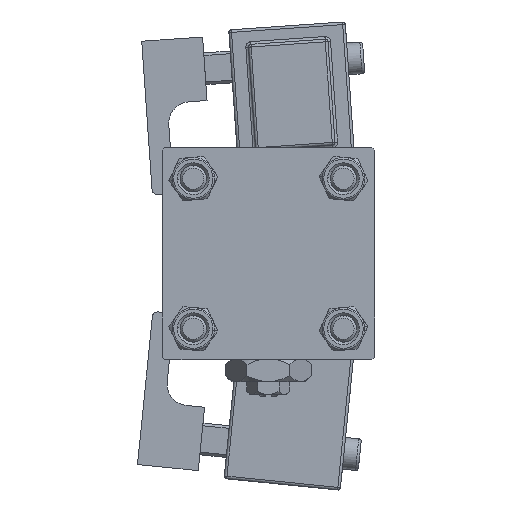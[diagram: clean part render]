
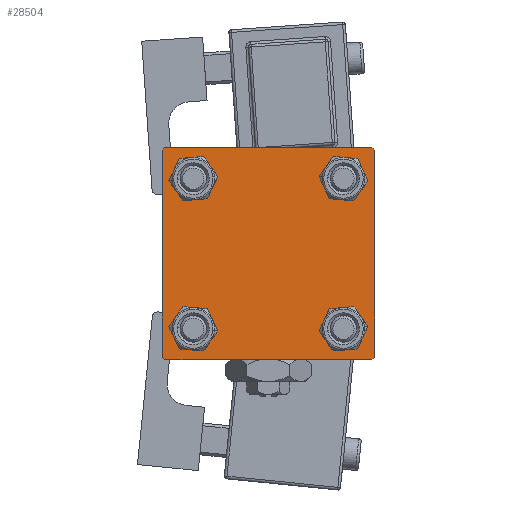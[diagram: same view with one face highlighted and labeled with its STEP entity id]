
A CAD part, left-side view. The second image highlights one B-rep face of the part: STEP entity #28504.
In plain terms, the highlighted planar face has unit normal (-1, 0, 0).
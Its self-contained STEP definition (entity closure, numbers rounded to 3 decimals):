
#458 = VERTEX_POINT ( 'NONE', #4457 ) ;
#686 = DIRECTION ( 'NONE',  ( 0., 0., 1. ) ) ;
#801 = DIRECTION ( 'NONE',  ( 0., 0., 1. ) ) ;
#1437 = DIRECTION ( 'NONE',  ( 0., 0., 1. ) ) ;
#1519 = VERTEX_POINT ( 'NONE', #44738 ) ;
#1759 = VERTEX_POINT ( 'NONE', #53992 ) ;
#2823 = VERTEX_POINT ( 'NONE', #37588 ) ;
#2835 = DIRECTION ( 'NONE',  ( 1., 0., 0. ) ) ;
#3939 = VERTEX_POINT ( 'NONE', #5276 ) ;
#4328 = CARTESIAN_POINT ( 'NONE',  ( 0., 19.75, -19.75 ) ) ;
#4457 = CARTESIAN_POINT ( 'NONE',  ( 0., 20., -19.5 ) ) ;
#4862 = CARTESIAN_POINT ( 'NONE',  ( 0., 20., 20. ) ) ;
#5276 = CARTESIAN_POINT ( 'NONE',  ( 0., -20., -19.5 ) ) ;
#5628 = DIRECTION ( 'NONE',  ( 0., 0.707, 0.707 ) ) ;
#6715 = CARTESIAN_POINT ( 'NONE',  ( 0., 0., 0. ) ) ;
#7491 = CARTESIAN_POINT ( 'NONE',  ( 0., 14.15, 14.15 ) ) ;
#7739 = VERTEX_POINT ( 'NONE', #57917 ) ;
#7756 = CARTESIAN_POINT ( 'NONE',  ( 0., 14.15, -11.15 ) ) ;
#8002 = VECTOR ( 'NONE', #23762, 1000. ) ;
#8338 = ORIENTED_EDGE ( 'NONE', *, *, #16239, .T. ) ;
#9397 = VERTEX_POINT ( 'NONE', #7756 ) ;
#9857 = VECTOR ( 'NONE', #56899, 1000. ) ;
#9914 = VERTEX_POINT ( 'NONE', #21776 ) ;
#10929 = VECTOR ( 'NONE', #5628, 1000. ) ;
#11192 = DIRECTION ( 'NONE',  ( 0., 0., 1. ) ) ;
#11519 = DIRECTION ( 'NONE',  ( 0., 0., 1. ) ) ;
#12920 = ORIENTED_EDGE ( 'NONE', *, *, #45178, .T. ) ;
#13249 = AXIS2_PLACEMENT_3D ( 'NONE', #58627, #58327, #11192 ) ;
#13667 = AXIS2_PLACEMENT_3D ( 'NONE', #6715, #44212, #1437 ) ;
#13813 = ORIENTED_EDGE ( 'NONE', *, *, #31284, .T. ) ;
#14571 = CARTESIAN_POINT ( 'NONE',  ( 0., 20., -20. ) ) ;
#14721 = AXIS2_PLACEMENT_3D ( 'NONE', #57850, #33032, #801 ) ;
#15231 = LINE ( 'NONE', #29492, #10929 ) ;
#15239 = CARTESIAN_POINT ( 'NONE',  ( 0., -14.15, -14.15 ) ) ;
#15402 = EDGE_LOOP ( 'NONE', ( #38590, #23783 ) ) ;
#16239 = EDGE_CURVE ( 'NONE', #19738, #2823, #50996, .T. ) ;
#16633 = DIRECTION ( 'NONE',  ( 0., 0., 1. ) ) ;
#17078 = DIRECTION ( 'NONE',  ( 1., 0., 0. ) ) ;
#17285 = LINE ( 'NONE', #42972, #57756 ) ;
#17886 = EDGE_CURVE ( 'NONE', #42467, #34335, #55085, .T. ) ;
#18210 = EDGE_LOOP ( 'NONE', ( #12920, #28167 ) ) ;
#18383 = ORIENTED_EDGE ( 'NONE', *, *, #30689, .F. ) ;
#18918 = ORIENTED_EDGE ( 'NONE', *, *, #38718, .T. ) ;
#19182 = LINE ( 'NONE', #4328, #22700 ) ;
#19351 = CARTESIAN_POINT ( 'NONE',  ( 0., 19.75, 19.75 ) ) ;
#19738 = VERTEX_POINT ( 'NONE', #30042 ) ;
#19874 = DIRECTION ( 'NONE',  ( 1., 0., 0. ) ) ;
#20136 = EDGE_LOOP ( 'NONE', ( #45871, #8338 ) ) ;
#21365 = AXIS2_PLACEMENT_3D ( 'NONE', #59569, #17078, #11519 ) ;
#21680 = VECTOR ( 'NONE', #28720, 1000. ) ;
#21776 = CARTESIAN_POINT ( 'NONE',  ( 0., -19.5, 20. ) ) ;
#21991 = CARTESIAN_POINT ( 'NONE',  ( 0., 14.15, 11.15 ) ) ;
#22700 = VECTOR ( 'NONE', #57337, 1000. ) ;
#23762 = DIRECTION ( 'NONE',  ( 0., -1., 0. ) ) ;
#23783 = ORIENTED_EDGE ( 'NONE', *, *, #17886, .T. ) ;
#24492 = LINE ( 'NONE', #14571, #39482 ) ;
#25300 = FACE_BOUND ( 'NONE', #20136, .T. ) ;
#25567 = EDGE_LOOP ( 'NONE', ( #42294, #13813, #37264, #31752, #18383, #35269, #32728, #44380 ) ) ;
#28167 = ORIENTED_EDGE ( 'NONE', *, *, #39523, .T. ) ;
#28504 = ADVANCED_FACE ( 'NONE', ( #43908, #25300, #34911, #57560, #58790 ), #30566, .T. ) ;
#28720 = DIRECTION ( 'NONE',  ( 0., 0., -1. ) ) ;
#29492 = CARTESIAN_POINT ( 'NONE',  ( 0., -19.75, 19.75 ) ) ;
#29814 = DIRECTION ( 'NONE',  ( 0., 0., 1. ) ) ;
#30042 = CARTESIAN_POINT ( 'NONE',  ( 0., -14.15, -17.15 ) ) ;
#30566 = PLANE ( 'NONE',  #13667 ) ;
#30689 = EDGE_CURVE ( 'NONE', #37156, #3939, #33674, .T. ) ;
#31284 = EDGE_CURVE ( 'NONE', #458, #1759, #19182, .T. ) ;
#31752 = ORIENTED_EDGE ( 'NONE', *, *, #58735, .T. ) ;
#32065 = CIRCLE ( 'NONE', #13249, 3. ) ;
#32728 = ORIENTED_EDGE ( 'NONE', *, *, #53485, .F. ) ;
#33032 = DIRECTION ( 'NONE',  ( 1., 0., 0. ) ) ;
#33369 = CARTESIAN_POINT ( 'NONE',  ( 0., -20., 20. ) ) ;
#33674 = LINE ( 'NONE', #33369, #21680 ) ;
#34335 = VERTEX_POINT ( 'NONE', #46672 ) ;
#34911 = FACE_BOUND ( 'NONE', #44483, .T. ) ;
#35077 = VERTEX_POINT ( 'NONE', #44197 ) ;
#35269 = ORIENTED_EDGE ( 'NONE', *, *, #51901, .T. ) ;
#35418 = VERTEX_POINT ( 'NONE', #54351 ) ;
#35610 = CARTESIAN_POINT ( 'NONE',  ( 0., -14.15, 11.15 ) ) ;
#37156 = VERTEX_POINT ( 'NONE', #45286 ) ;
#37195 = EDGE_CURVE ( 'NONE', #2823, #19738, #48105, .T. ) ;
#37264 = ORIENTED_EDGE ( 'NONE', *, *, #43930, .T. ) ;
#37436 = VERTEX_POINT ( 'NONE', #35610 ) ;
#37522 = AXIS2_PLACEMENT_3D ( 'NONE', #42532, #42841, #686 ) ;
#37588 = CARTESIAN_POINT ( 'NONE',  ( 0., -14.15, -11.15 ) ) ;
#38590 = ORIENTED_EDGE ( 'NONE', *, *, #44407, .T. ) ;
#38718 = EDGE_CURVE ( 'NONE', #35418, #9397, #58131, .T. ) ;
#39482 = VECTOR ( 'NONE', #48990, 1000. ) ;
#39523 = EDGE_CURVE ( 'NONE', #37436, #57864, #46203, .T. ) ;
#39688 = VECTOR ( 'NONE', #45206, 1000. ) ;
#39990 = CARTESIAN_POINT ( 'NONE',  ( 0., -14.15, 14.15 ) ) ;
#40273 = AXIS2_PLACEMENT_3D ( 'NONE', #39990, #57679, #53023 ) ;
#40454 = CARTESIAN_POINT ( 'NONE',  ( 0., -14.15, 17.15 ) ) ;
#41112 = ORIENTED_EDGE ( 'NONE', *, *, #61021, .T. ) ;
#41455 = CIRCLE ( 'NONE', #14721, 3. ) ;
#42176 = AXIS2_PLACEMENT_3D ( 'NONE', #7491, #2835, #59582 ) ;
#42294 = ORIENTED_EDGE ( 'NONE', *, *, #53093, .T. ) ;
#42467 = VERTEX_POINT ( 'NONE', #21991 ) ;
#42532 = CARTESIAN_POINT ( 'NONE',  ( 0., -14.15, 14.15 ) ) ;
#42841 = DIRECTION ( 'NONE',  ( 1., 0., 0. ) ) ;
#42919 = LINE ( 'NONE', #19351, #9857 ) ;
#42972 = CARTESIAN_POINT ( 'NONE',  ( 0., -19.75, -19.75 ) ) ;
#43908 = FACE_BOUND ( 'NONE', #18210, .T. ) ;
#43930 = EDGE_CURVE ( 'NONE', #1759, #1519, #24492, .T. ) ;
#44197 = CARTESIAN_POINT ( 'NONE',  ( 0., 19.5, 20. ) ) ;
#44212 = DIRECTION ( 'NONE',  ( -1., 0., 0. ) ) ;
#44246 = DIRECTION ( 'NONE',  ( 1., 0., 0. ) ) ;
#44380 = ORIENTED_EDGE ( 'NONE', *, *, #45774, .T. ) ;
#44407 = EDGE_CURVE ( 'NONE', #34335, #42467, #41455, .T. ) ;
#44483 = EDGE_LOOP ( 'NONE', ( #41112, #18918 ) ) ;
#44738 = CARTESIAN_POINT ( 'NONE',  ( 0., -19.5, -20. ) ) ;
#45178 = EDGE_CURVE ( 'NONE', #57864, #37436, #45435, .T. ) ;
#45206 = DIRECTION ( 'NONE',  ( 0., 0., -1. ) ) ;
#45286 = CARTESIAN_POINT ( 'NONE',  ( 0., -20., 19.5 ) ) ;
#45435 = CIRCLE ( 'NONE', #37522, 3. ) ;
#45774 = EDGE_CURVE ( 'NONE', #35077, #7739, #42919, .T. ) ;
#45871 = ORIENTED_EDGE ( 'NONE', *, *, #37195, .T. ) ;
#46203 = CIRCLE ( 'NONE', #40273, 3. ) ;
#46672 = CARTESIAN_POINT ( 'NONE',  ( 0., 14.15, 17.15 ) ) ;
#47328 = LINE ( 'NONE', #4862, #8002 ) ;
#48105 = CIRCLE ( 'NONE', #21365, 3. ) ;
#48198 = AXIS2_PLACEMENT_3D ( 'NONE', #59133, #44246, #16633 ) ;
#48990 = DIRECTION ( 'NONE',  ( 0., -1., 0. ) ) ;
#50777 = CARTESIAN_POINT ( 'NONE',  ( 0., 20., 20. ) ) ;
#50996 = CIRCLE ( 'NONE', #59910, 3. ) ;
#51901 = EDGE_CURVE ( 'NONE', #37156, #9914, #15231, .T. ) ;
#53023 = DIRECTION ( 'NONE',  ( 0., 0., 1. ) ) ;
#53093 = EDGE_CURVE ( 'NONE', #7739, #458, #59790, .T. ) ;
#53485 = EDGE_CURVE ( 'NONE', #35077, #9914, #47328, .T. ) ;
#53992 = CARTESIAN_POINT ( 'NONE',  ( 0., 19.5, -20. ) ) ;
#54351 = CARTESIAN_POINT ( 'NONE',  ( 0., 14.15, -17.15 ) ) ;
#55085 = CIRCLE ( 'NONE', #42176, 3. ) ;
#56899 = DIRECTION ( 'NONE',  ( 0., 0.707, -0.707 ) ) ;
#57255 = DIRECTION ( 'NONE',  ( 0., -0.707, 0.707 ) ) ;
#57337 = DIRECTION ( 'NONE',  ( 0., -0.707, -0.707 ) ) ;
#57560 = FACE_BOUND ( 'NONE', #15402, .T. ) ;
#57679 = DIRECTION ( 'NONE',  ( 1., 0., 0. ) ) ;
#57756 = VECTOR ( 'NONE', #57255, 1000. ) ;
#57850 = CARTESIAN_POINT ( 'NONE',  ( 0., 14.15, 14.15 ) ) ;
#57864 = VERTEX_POINT ( 'NONE', #40454 ) ;
#57917 = CARTESIAN_POINT ( 'NONE',  ( 0., 20., 19.5 ) ) ;
#58131 = CIRCLE ( 'NONE', #48198, 3. ) ;
#58327 = DIRECTION ( 'NONE',  ( 1., 0., 0. ) ) ;
#58627 = CARTESIAN_POINT ( 'NONE',  ( 0., 14.15, -14.15 ) ) ;
#58735 = EDGE_CURVE ( 'NONE', #1519, #3939, #17285, .T. ) ;
#58790 = FACE_OUTER_BOUND ( 'NONE', #25567, .T. ) ;
#59133 = CARTESIAN_POINT ( 'NONE',  ( 0., 14.15, -14.15 ) ) ;
#59569 = CARTESIAN_POINT ( 'NONE',  ( 0., -14.15, -14.15 ) ) ;
#59582 = DIRECTION ( 'NONE',  ( 0., 0., 1. ) ) ;
#59790 = LINE ( 'NONE', #50777, #39688 ) ;
#59910 = AXIS2_PLACEMENT_3D ( 'NONE', #15239, #19874, #29814 ) ;
#61021 = EDGE_CURVE ( 'NONE', #9397, #35418, #32065, .T. ) ;
